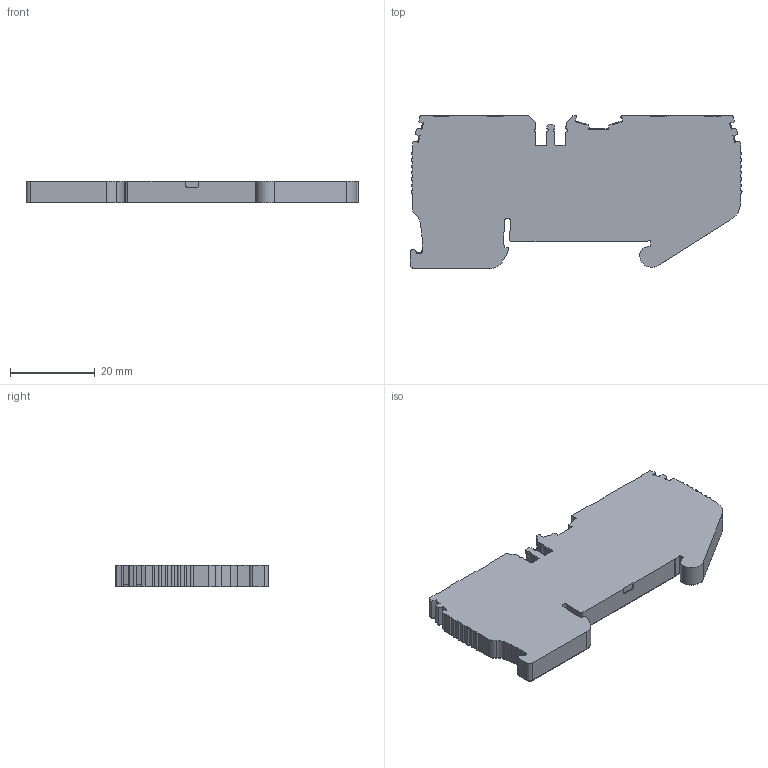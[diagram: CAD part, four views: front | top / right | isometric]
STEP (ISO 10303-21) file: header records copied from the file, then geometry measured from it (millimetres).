
FILE_DESCRIPTION (( 'STEP AP214' ), '1' );
FILE_NAME ('SRD_2.5C.STP', '2018-11-15T11:27:41', ( '' ), ( '' ), 'SwSTEP 2.0', 'SolidWorks 2019', '' );
FILE_SCHEMA (( 'AUTOMOTIVE_DESIGN' ));
Length unit declared in the file: millimetre
Products named in the file (1): SRD_2.5C
Bounding box: 78.36 x 36.07 x 5.15 mm (x, y, z)
Volume: 11993.4 mm3; surface area: 6209.4 mm2
Topology: 1 solids, 1 shells, 600 faces, 1757 edges, 1172 vertices
Faces by surface type: plane 364, cylinder 236
Entity records: 25823 total; most frequent: CARTESIAN_POINT 3704, ORIENTED_EDGE 3514, DIRECTION 3340, EDGE_CURVE 1757, VECTOR 1268, LINE 1268, VERTEX_POINT 1172, AXIS2_PLACEMENT_3D 1036
